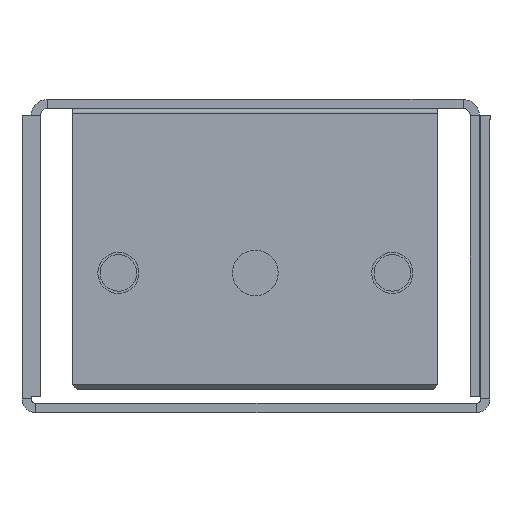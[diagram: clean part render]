
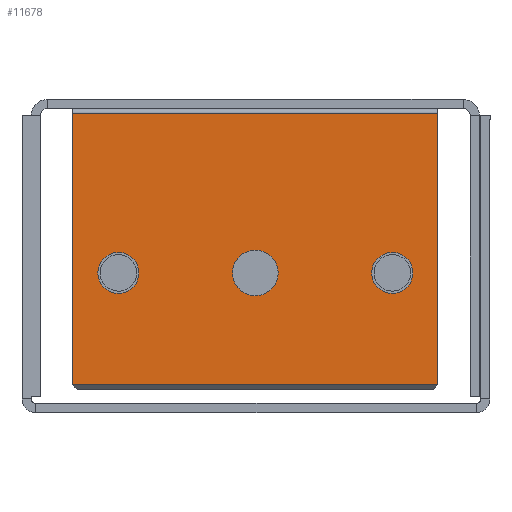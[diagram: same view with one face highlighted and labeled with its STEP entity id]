
A CAD part, left-side view. The second image highlights one B-rep face of the part: STEP entity #11678.
In plain terms, the highlighted planar face has unit normal (-1, 0, 0).
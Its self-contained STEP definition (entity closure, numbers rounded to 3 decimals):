
#230 = CIRCLE ( 'NONE', #12310, 4.5 ) ;
#252 = PLANE ( 'NONE',  #1513 ) ;
#316 = DIRECTION ( 'NONE',  ( 0., 0., 1. ) ) ;
#353 = EDGE_CURVE ( 'NONE', #610, #13952, #7597, .T. ) ;
#445 = VECTOR ( 'NONE', #316, 1000. ) ;
#491 = CIRCLE ( 'NONE', #11552, 4.5 ) ;
#520 = CARTESIAN_POINT ( 'NONE',  ( -115.996, 34.654, 29.589 ) ) ;
#610 = VERTEX_POINT ( 'NONE', #9623 ) ;
#1022 = CARTESIAN_POINT ( 'NONE',  ( -115.996, 30.154, 29.589 ) ) ;
#1080 = ORIENTED_EDGE ( 'NONE', *, *, #10810, .T. ) ;
#1113 = DIRECTION ( 'NONE',  ( 1., 0., 0. ) ) ;
#1264 = CIRCLE ( 'NONE', #7159, 5. ) ;
#1375 = FACE_OUTER_BOUND ( 'NONE', #6761, .T. ) ;
#1513 = AXIS2_PLACEMENT_3D ( 'NONE', #10069, #14756, #3706 ) ;
#1650 = ORIENTED_EDGE ( 'NONE', *, *, #10822, .T. ) ;
#1674 = LINE ( 'NONE', #5226, #445 ) ;
#1783 = CARTESIAN_POINT ( 'NONE',  ( -115.996, 5.154, 29.589 ) ) ;
#2134 = ORIENTED_EDGE ( 'NONE', *, *, #13915, .T. ) ;
#2137 = ORIENTED_EDGE ( 'NONE', *, *, #3433, .T. ) ;
#2408 = CARTESIAN_POINT ( 'NONE',  ( -115.996, -4.846, 29.589 ) ) ;
#2493 = VECTOR ( 'NONE', #13351, 1000. ) ;
#2629 = VECTOR ( 'NONE', #10145, 1000. ) ;
#2674 = CIRCLE ( 'NONE', #11674, 4.5 ) ;
#2764 = ORIENTED_EDGE ( 'NONE', *, *, #353, .T. ) ;
#2955 = VERTEX_POINT ( 'NONE', #14192 ) ;
#3089 = DIRECTION ( 'NONE',  ( 0., -1., 0. ) ) ;
#3121 = CARTESIAN_POINT ( 'NONE',  ( -115.996, 40.154, 60.589 ) ) ;
#3250 = DIRECTION ( 'NONE',  ( 1., 0., 0. ) ) ;
#3433 = EDGE_CURVE ( 'NONE', #13952, #15625, #1674, .T. ) ;
#3532 = LINE ( 'NONE', #8446, #4059 ) ;
#3565 = CARTESIAN_POINT ( 'NONE',  ( -115.996, -34.346, 29.589 ) ) ;
#3603 = DIRECTION ( 'NONE',  ( 0., -1., 0. ) ) ;
#3706 = DIRECTION ( 'NONE',  ( 0., -1., 0. ) ) ;
#4046 = ORIENTED_EDGE ( 'NONE', *, *, #14339, .F. ) ;
#4059 = VECTOR ( 'NONE', #13369, 1000. ) ;
#4188 = DIRECTION ( 'NONE',  ( 1., 0., 0. ) ) ;
#4200 = AXIS2_PLACEMENT_3D ( 'NONE', #14038, #4188, #9102 ) ;
#4432 = CARTESIAN_POINT ( 'NONE',  ( -115.996, -39.846, 64.589 ) ) ;
#4668 = FACE_BOUND ( 'NONE', #14241, .T. ) ;
#5226 = CARTESIAN_POINT ( 'NONE',  ( -115.996, -39.846, 60.589 ) ) ;
#5425 = ORIENTED_EDGE ( 'NONE', *, *, #6493, .T. ) ;
#6301 = CARTESIAN_POINT ( 'NONE',  ( -115.996, -25.346, 29.589 ) ) ;
#6464 = EDGE_LOOP ( 'NONE', ( #8867, #14106 ) ) ;
#6493 = EDGE_CURVE ( 'NONE', #11443, #12109, #8572, .T. ) ;
#6566 = VERTEX_POINT ( 'NONE', #3565 ) ;
#6662 = VERTEX_POINT ( 'NONE', #6301 ) ;
#6761 = EDGE_LOOP ( 'NONE', ( #4046, #2764, #2137, #2134 ) ) ;
#6954 = CARTESIAN_POINT ( 'NONE',  ( -115.996, 0.154, 29.589 ) ) ;
#6973 = DIRECTION ( 'NONE',  ( 1., 0., 0. ) ) ;
#7138 = EDGE_CURVE ( 'NONE', #6566, #6662, #9593, .T. ) ;
#7159 = AXIS2_PLACEMENT_3D ( 'NONE', #6954, #3250, #9438 ) ;
#7597 = LINE ( 'NONE', #15850, #2493 ) ;
#7675 = ORIENTED_EDGE ( 'NONE', *, *, #12799, .T. ) ;
#7877 = EDGE_CURVE ( 'NONE', #6662, #6566, #2674, .T. ) ;
#8446 = CARTESIAN_POINT ( 'NONE',  ( -115.996, 40.154, 64.589 ) ) ;
#8572 = CIRCLE ( 'NONE', #10877, 5. ) ;
#8629 = VERTEX_POINT ( 'NONE', #520 ) ;
#8867 = ORIENTED_EDGE ( 'NONE', *, *, #7138, .T. ) ;
#9102 = DIRECTION ( 'NONE',  ( 0., -1., 0. ) ) ;
#9284 = CARTESIAN_POINT ( 'NONE',  ( -115.996, 30.154, 29.589 ) ) ;
#9438 = DIRECTION ( 'NONE',  ( 0., -1., 0. ) ) ;
#9581 = FACE_BOUND ( 'NONE', #10351, .T. ) ;
#9593 = CIRCLE ( 'NONE', #4200, 4.5 ) ;
#9623 = CARTESIAN_POINT ( 'NONE',  ( -115.996, 40.154, 5.089 ) ) ;
#9700 = DIRECTION ( 'NONE',  ( 0., -1., 0. ) ) ;
#10069 = CARTESIAN_POINT ( 'NONE',  ( -115.996, -39.846, 60.589 ) ) ;
#10145 = DIRECTION ( 'NONE',  ( 0., 0., 1. ) ) ;
#10351 = EDGE_LOOP ( 'NONE', ( #7675, #1650 ) ) ;
#10810 = EDGE_CURVE ( 'NONE', #12109, #11443, #1264, .T. ) ;
#10822 = EDGE_CURVE ( 'NONE', #8629, #15530, #230, .T. ) ;
#10832 = DIRECTION ( 'NONE',  ( 1., 0., 0. ) ) ;
#10877 = AXIS2_PLACEMENT_3D ( 'NONE', #12041, #10832, #9700 ) ;
#11443 = VERTEX_POINT ( 'NONE', #1783 ) ;
#11552 = AXIS2_PLACEMENT_3D ( 'NONE', #1022, #6973, #11891 ) ;
#11674 = AXIS2_PLACEMENT_3D ( 'NONE', #12143, #1113, #3603 ) ;
#11678 = ADVANCED_FACE ( 'NONE', ( #4668, #9581, #14519, #1375 ), #252, .F. ) ;
#11730 = CARTESIAN_POINT ( 'NONE',  ( -115.996, -39.846, 5.089 ) ) ;
#11751 = LINE ( 'NONE', #3121, #2629 ) ;
#11891 = DIRECTION ( 'NONE',  ( 0., -1., 0. ) ) ;
#12041 = CARTESIAN_POINT ( 'NONE',  ( -115.996, 0.154, 29.589 ) ) ;
#12109 = VERTEX_POINT ( 'NONE', #2408 ) ;
#12143 = CARTESIAN_POINT ( 'NONE',  ( -115.996, -29.846, 29.589 ) ) ;
#12310 = AXIS2_PLACEMENT_3D ( 'NONE', #9284, #14063, #3089 ) ;
#12799 = EDGE_CURVE ( 'NONE', #15530, #8629, #491, .T. ) ;
#13351 = DIRECTION ( 'NONE',  ( 0., -1., 0. ) ) ;
#13369 = DIRECTION ( 'NONE',  ( 0., 1., 0. ) ) ;
#13915 = EDGE_CURVE ( 'NONE', #15625, #2955, #3532, .T. ) ;
#13952 = VERTEX_POINT ( 'NONE', #11730 ) ;
#14038 = CARTESIAN_POINT ( 'NONE',  ( -115.996, -29.846, 29.589 ) ) ;
#14063 = DIRECTION ( 'NONE',  ( 1., 0., 0. ) ) ;
#14106 = ORIENTED_EDGE ( 'NONE', *, *, #7877, .T. ) ;
#14192 = CARTESIAN_POINT ( 'NONE',  ( -115.996, 40.154, 64.589 ) ) ;
#14241 = EDGE_LOOP ( 'NONE', ( #1080, #5425 ) ) ;
#14339 = EDGE_CURVE ( 'NONE', #610, #2955, #11751, .T. ) ;
#14519 = FACE_BOUND ( 'NONE', #6464, .T. ) ;
#14593 = CARTESIAN_POINT ( 'NONE',  ( -115.996, 25.654, 29.589 ) ) ;
#14756 = DIRECTION ( 'NONE',  ( 1., 0., 0. ) ) ;
#15530 = VERTEX_POINT ( 'NONE', #14593 ) ;
#15625 = VERTEX_POINT ( 'NONE', #4432 ) ;
#15850 = CARTESIAN_POINT ( 'NONE',  ( -115.996, -39.846, 5.089 ) ) ;
